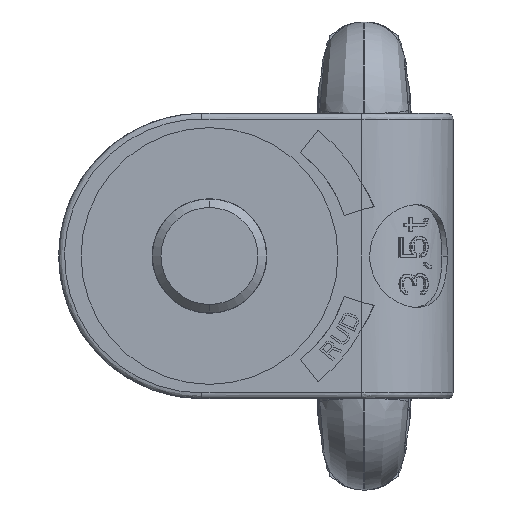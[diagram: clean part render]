
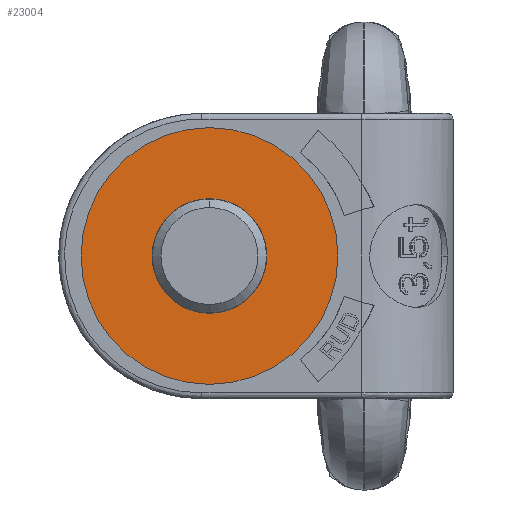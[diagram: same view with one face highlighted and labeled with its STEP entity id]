
A CAD part, front view. The second image highlights one B-rep face of the part: STEP entity #23004.
In plain terms, the highlighted planar face has unit normal (0, -1, 0).
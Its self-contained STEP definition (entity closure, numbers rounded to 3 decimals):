
#7547=CARTESIAN_POINT('',(-46.1,-13.5,0.));
#7548=DIRECTION('',(0.,-1.,0.));
#7549=DIRECTION('',(-1.,0.,0.));
#7550=AXIS2_PLACEMENT_3D('',#7547,#7548,#7549);
#7552=CARTESIAN_POINT('',(-46.1,-13.5,0.));
#7553=DIRECTION('',(0.,1.,0.));
#7554=DIRECTION('',(-1.,0.,0.));
#7555=AXIS2_PLACEMENT_3D('',#7552,#7553,#7554);
#7557=CARTESIAN_POINT('',(-46.1,-13.5,0.));
#7558=DIRECTION('',(0.,1.,0.));
#7559=DIRECTION('',(-1.,0.,0.));
#7560=AXIS2_PLACEMENT_3D('',#7557,#7558,#7559);
#7562=CARTESIAN_POINT('',(-46.1,-13.5,0.));
#7563=DIRECTION('',(0.,1.,0.));
#7564=DIRECTION('',(1.,0.,0.));
#7565=AXIS2_PLACEMENT_3D('',#7562,#7563,#7564);
#8684=CARTESIAN_POINT('',(-68.6,-13.5,0.));
#8686=VERTEX_POINT('',#8684);
#8692=CARTESIAN_POINT('',(-23.6,-13.5,0.));
#8694=VERTEX_POINT('',#8692);
#8715=CARTESIAN_POINT('',(-56.15,-13.5,0.));
#8716=CARTESIAN_POINT('',(-36.05,-13.5,0.));
#8717=VERTEX_POINT('',#8715);
#8718=VERTEX_POINT('',#8716);
#22989=CARTESIAN_POINT('',(-46.1,-13.5,0.));
#22990=DIRECTION('',(0.,1.,0.));
#22991=DIRECTION('',(1.,0.,0.));
#22992=AXIS2_PLACEMENT_3D('',#22989,#22990,#22991);
#22993=PLANE('',#22992);
#22995=ORIENTED_EDGE('',*,*,#22994,.F.);
#22997=ORIENTED_EDGE('',*,*,#22996,.T.);
#22998=EDGE_LOOP('',(#22995,#22997));
#22999=FACE_OUTER_BOUND('',#22998,.F.);
#23000=ORIENTED_EDGE('',*,*,#22968,.F.);
#23001=ORIENTED_EDGE('',*,*,#22982,.F.);
#23002=EDGE_LOOP('',(#23000,#23001));
#23003=FACE_BOUND('',#23002,.F.);
#23004=ADVANCED_FACE('',(#22999,#23003),#22993,.F.);
#7551=CIRCLE('',#7550,22.5);
#7556=CIRCLE('',#7555,22.5);
#7561=CIRCLE('',#7560,10.05);
#7566=CIRCLE('',#7565,10.05);
#22968=EDGE_CURVE('',#8717,#8718,#7561,.T.);
#22982=EDGE_CURVE('',#8718,#8717,#7566,.T.);
#22994=EDGE_CURVE('',#8686,#8694,#7551,.T.);
#22996=EDGE_CURVE('',#8686,#8694,#7556,.T.);
